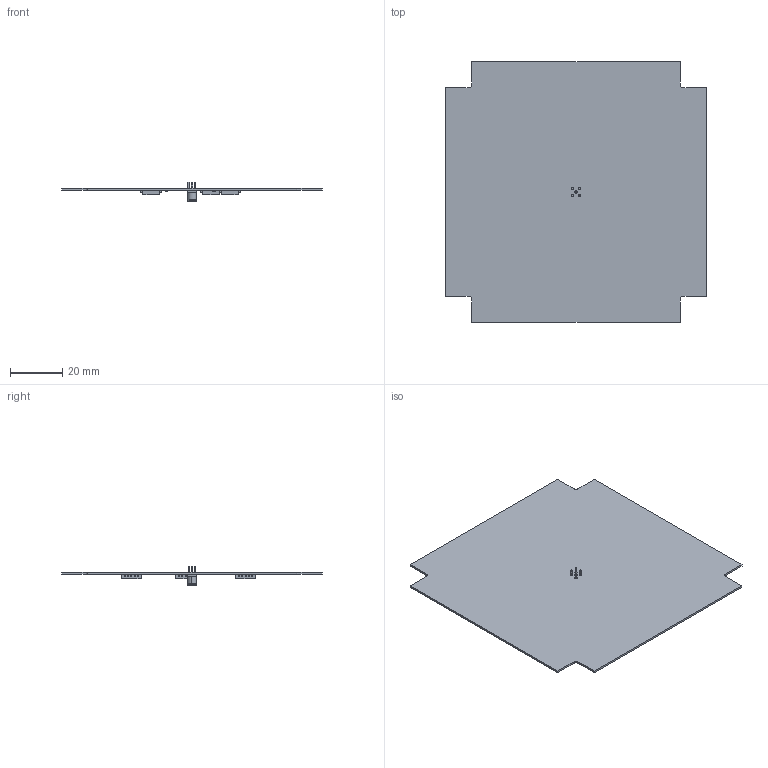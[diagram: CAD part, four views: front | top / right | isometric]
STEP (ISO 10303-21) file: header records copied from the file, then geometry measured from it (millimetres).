
FILE_DESCRIPTION(('Open CASCADE Model'),'2;1');
FILE_NAME('Open CASCADE Shape Model','2022-02-25T22:57:54',('Author'),( 'Open CASCADE'),'Open CASCADE STEP processor 6.8','Open CASCADE 6.8' ,'Unknown');
FILE_SCHEMA(('AUTOMOTIVE_DESIGN { 1 0 10303 214 1 1 1 1 }'));
Length unit declared in the file: millimetre
Products named in the file (14): PCB; Board; Open CASCADE STEP translator 6.8 3.1.1; U3; 5938442880; U2; U1; 5969946192; R3; User_Library-SMD_RESISTOR-1; R2; R1; J1; MMCX_0734151471
Assembly tree (16 placements, depth 3):
  PCB
    Board
      Open CASCADE STEP translator 6.8 3.1.1
    U3
      5938442880
    U2
      5938442880
    U1
      5969946192
    R3
      User_Library-SMD_RESISTOR-1
    R2
      User_Library-SMD_RESISTOR-1
    R1
      User_Library-SMD_RESISTOR-1
    J1
      MMCX_0734151471
Bounding box: 100 x 100 x 7.44 mm (x, y, z)
Volume: 7556.9 mm3; surface area: 20325.1 mm2
Topology: 55 solids, 55 shells, 661 faces, 1554 edges, 1030 vertices
Faces by surface type: plane 532, bspline 88, cylinder 33, cone 8
Full cylindrical faces by diameter (mm): 0.318 x3, 0.888 x5
Entity records: 14722 total; most frequent: CARTESIAN_POINT 3959, ORIENTED_EDGE 1746, DIRECTION 1603, EDGE_CURVE 873, LINE 735, VECTOR 735, VERTEX_POINT 576, AXIS2_PLACEMENT_3D 434
